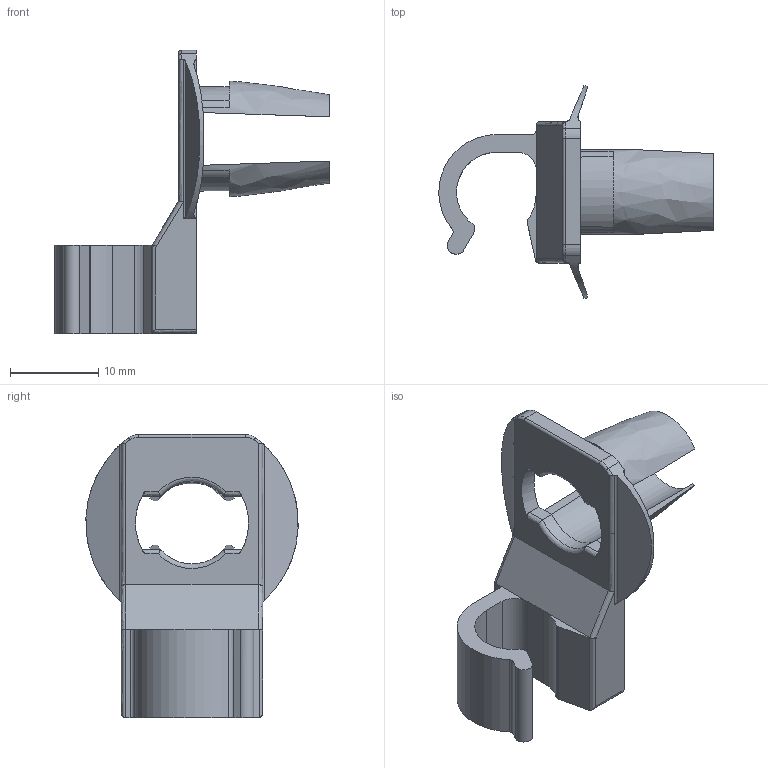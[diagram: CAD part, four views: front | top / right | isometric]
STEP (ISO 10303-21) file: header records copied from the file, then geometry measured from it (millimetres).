
FILE_DESCRIPTION((''),'2;1');
FILE_NAME('','2006-02-22T15:32:35',(''),(''),'','CADfix','');
FILE_SCHEMA(('AUTOMOTIVE_DESIGN'));
Length unit declared in the file: millimetre
Products named in the file (1): holder
Bounding box: 30.99 x 23.96 x 32 mm (x, y, z)
Volume: 1868.8 mm3; surface area: 2615.7 mm2
Topology: 1 solids, 1 shells, 98 faces, 269 edges, 173 vertices
Faces by surface type: bspline 98
Entity records: 3881 total; most frequent: CARTESIAN_POINT 2287, ORIENTED_EDGE 538, EDGE_CURVE 269, VERTEX_POINT 173, QUASI_UNIFORM_CURVE 137, B_SPLINE_CURVE_WITH_KNOTS 112, EDGE_LOOP 100, FACE_OUTER_BOUND 98
